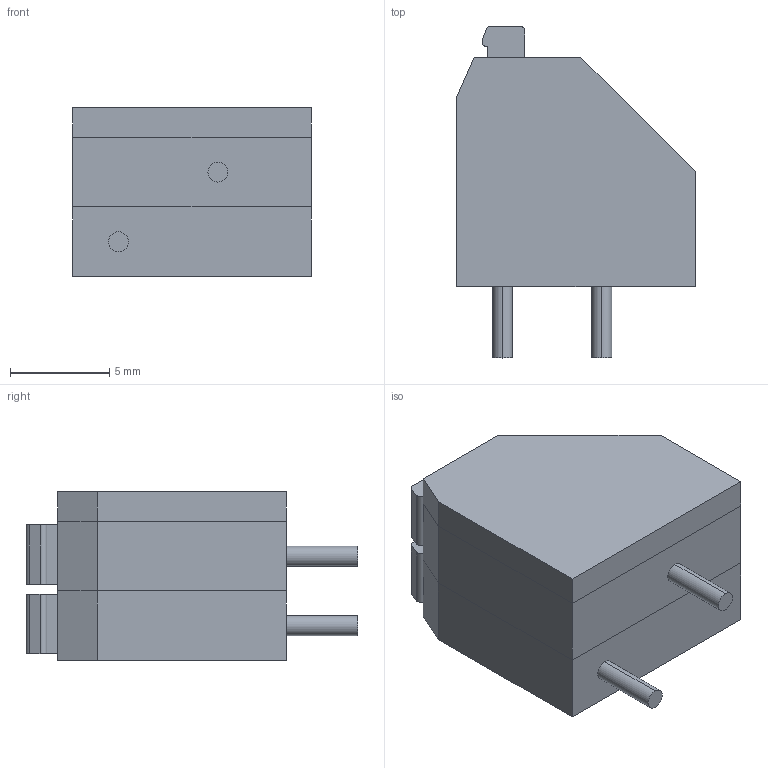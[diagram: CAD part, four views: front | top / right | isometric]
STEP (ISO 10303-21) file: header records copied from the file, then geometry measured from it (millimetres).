
FILE_DESCRIPTION (( 'STEP AP203' ), '1' );
FILE_NAME ('PhoenixContact1985AP203.STEP', '2018-10-03T13:05:34', ( '' ), ( '' ), 'SwSTEP 2.0', 'SolidWorks 2017', '' );
FILE_SCHEMA (( 'CONFIG_CONTROL_DESIGN' ));
Length unit declared in the file: millimetre
Products named in the file (1): PhoenixContact1985AP203
Bounding box: 12 x 16.7 x 8.5 mm (x, y, z)
Volume: 970.5 mm3; surface area: 1347 mm2
Topology: 7 solids, 7 shells, 70 faces, 156 edges, 104 vertices
Faces by surface type: plane 56, cylinder 14
Entity records: 1993 total; most frequent: CARTESIAN_POINT 331, DIRECTION 326, ORIENTED_EDGE 312, EDGE_CURVE 156, VECTOR 128, LINE 128, VERTEX_POINT 104, AXIS2_PLACEMENT_3D 99
